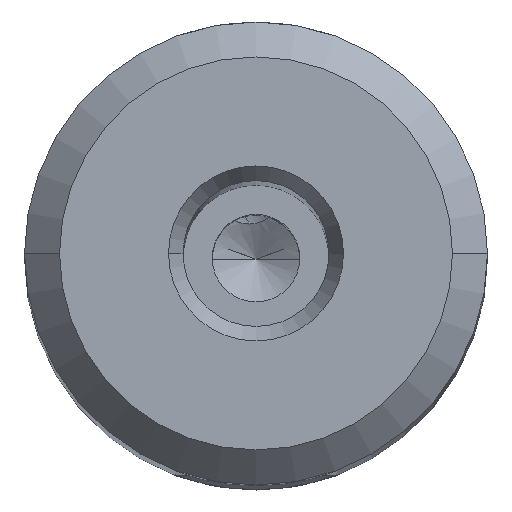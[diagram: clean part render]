
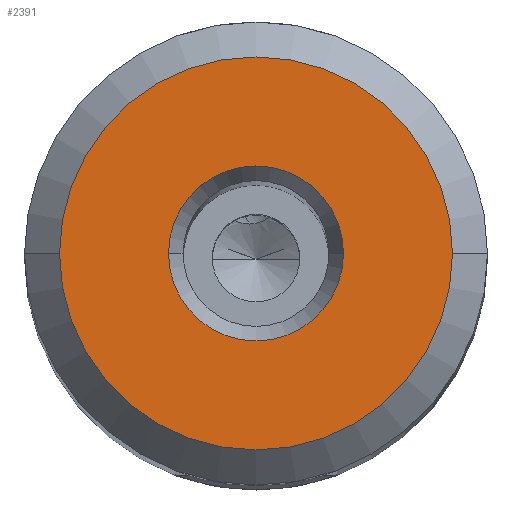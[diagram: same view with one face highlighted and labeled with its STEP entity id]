
A CAD part, top view. The second image highlights one B-rep face of the part: STEP entity #2391.
In plain terms, the highlighted planar face has unit normal (0, 0, 1).
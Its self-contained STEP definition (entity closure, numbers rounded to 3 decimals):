
#596=CARTESIAN_POINT('',(0.,0.,0.));
#597=DIRECTION('',(0.,0.,-1.));
#598=DIRECTION('',(1.,0.,0.));
#599=AXIS2_PLACEMENT_3D('',#596,#597,#598);
#604=CARTESIAN_POINT('',(0.,0.,0.));
#605=DIRECTION('',(0.,0.,-1.));
#606=DIRECTION('',(-1.,0.,0.));
#607=AXIS2_PLACEMENT_3D('',#604,#605,#606);
#612=CARTESIAN_POINT('',(0.,0.,0.));
#613=DIRECTION('',(0.,0.,1.));
#614=DIRECTION('',(1.,0.,0.));
#615=AXIS2_PLACEMENT_3D('',#612,#613,#614);
#620=CARTESIAN_POINT('',(0.,0.,0.));
#621=DIRECTION('',(0.,0.,1.));
#622=DIRECTION('',(-1.,0.,0.));
#623=AXIS2_PLACEMENT_3D('',#620,#621,#622);
#1961=CARTESIAN_POINT('',(-3.,0.,0.));
#1962=VERTEX_POINT('',#1961);
#1963=CARTESIAN_POINT('',(3.,0.,0.));
#1964=VERTEX_POINT('',#1963);
#1965=CARTESIAN_POINT('',(6.738,0.,0.));
#1966=CARTESIAN_POINT('',(-6.738,0.,0.));
#1967=VERTEX_POINT('',#1965);
#1968=VERTEX_POINT('',#1966);
#2376=CARTESIAN_POINT('',(0.,0.,0.));
#2377=DIRECTION('',(0.,0.,1.));
#2378=DIRECTION('',(1.,0.,0.));
#2379=AXIS2_PLACEMENT_3D('',#2376,#2377,#2378);
#2380=PLANE('',#2379);
#2382=ORIENTED_EDGE('',*,*,#2381,.T.);
#2384=ORIENTED_EDGE('',*,*,#2383,.T.);
#2385=EDGE_LOOP('',(#2382,#2384));
#2386=FACE_OUTER_BOUND('',#2385,.F.);
#2387=ORIENTED_EDGE('',*,*,#2355,.T.);
#2388=ORIENTED_EDGE('',*,*,#2369,.T.);
#2389=EDGE_LOOP('',(#2387,#2388));
#2390=FACE_BOUND('',#2389,.F.);
#600=CIRCLE('',#599,6.738);
#608=CIRCLE('',#607,6.738);
#616=CIRCLE('',#615,3.);
#624=CIRCLE('',#623,3.);
#2355=EDGE_CURVE('',#1964,#1962,#616,.T.);
#2369=EDGE_CURVE('',#1962,#1964,#624,.T.);
#2381=EDGE_CURVE('',#1967,#1968,#600,.T.);
#2383=EDGE_CURVE('',#1968,#1967,#608,.T.);
#2391=ADVANCED_FACE('',(#2386,#2390),#2380,.T.);
